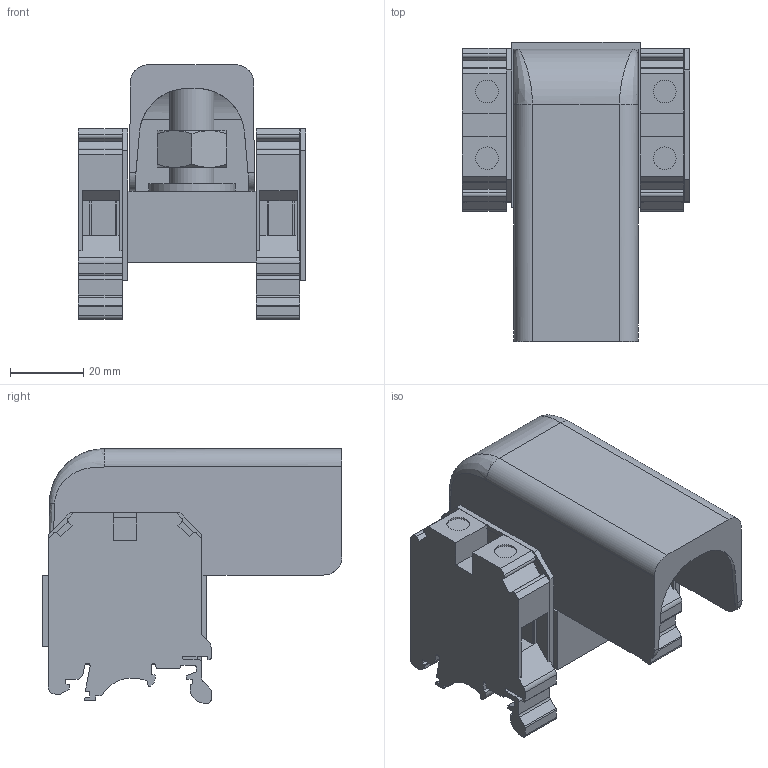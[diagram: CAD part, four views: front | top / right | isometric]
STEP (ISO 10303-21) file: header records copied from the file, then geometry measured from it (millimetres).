
FILE_DESCRIPTION(/* description */ ('Unknown'),/* implementation_level */ '2;1');
FILE_NAME(/* name */ 'DBK150-16-1X2_GY_3D',/* time_stamp */ '2019-10-19T11:57:45+05:00',/* author */ ('Unknown'),/* organization */ ('Unknown'),/* preprocessor_version */ 'ST-DEVELOPER v16.7',/* originating_system */ 'DEX',/* authorisation */ $);
FILE_SCHEMA (('AUTOMOTIVE_DESIGN {1 0 10303 214 3 1 1}'));
Length unit declared in the file: millimetre
Products named in the file (1): DBK150-16-1X2
Bounding box: 62.02 x 81.88 x 69.5 mm (x, y, z)
Volume: 92323.1 mm3; surface area: 46297.6 mm2
Topology: 1 solids, 3 shells, 416 faces, 1170 edges, 777 vertices
Faces by surface type: plane 298, cylinder 93, cone 13, bspline 12
Full cylindrical faces by diameter (mm): 2 x4, 6.2 x4, 12 x2, 14 x1, 23.7 x1
Entity records: 17191 total; most frequent: CARTESIAN_POINT 3614, ORIENTED_EDGE 2294, DIRECTION 2075, EDGE_CURVE 1147, LINE 867, VECTOR 867, VERTEX_POINT 769, AXIS2_PLACEMENT_3D 604
